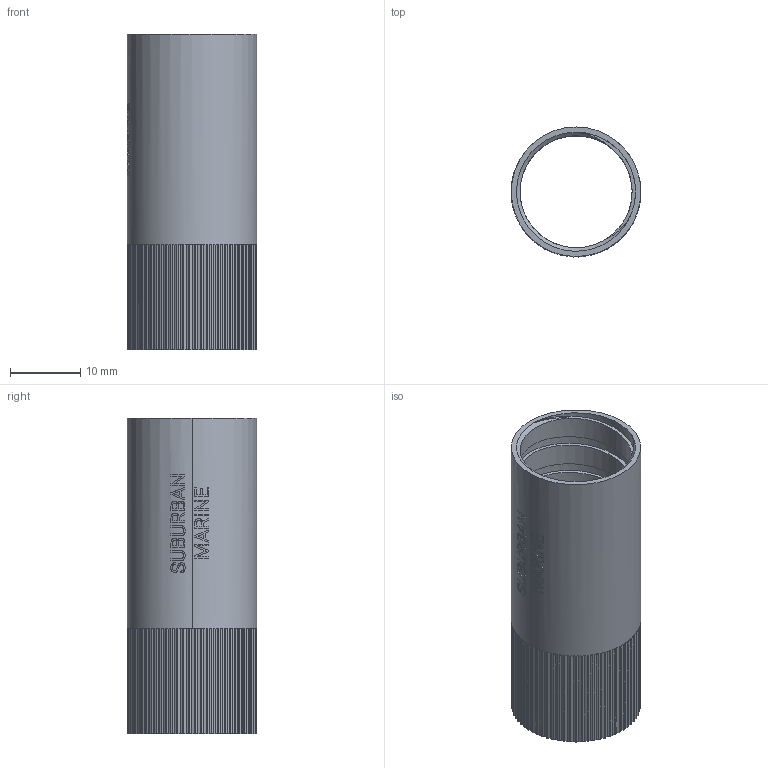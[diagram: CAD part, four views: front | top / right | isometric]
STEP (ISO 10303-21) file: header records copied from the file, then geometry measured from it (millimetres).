
FILE_DESCRIPTION (( 'STEP AP214' ), '1' );
FILE_NAME ('BM-A-LR-F-B_FEMALE_LOCKING_RING_LOWPROFILE.STEP', '2021-10-19T15:55:58', ( '' ), ( '' ), 'SwSTEP 2.0', 'SolidWorks 2018', '' );
FILE_SCHEMA (( 'AUTOMOTIVE_DESIGN' ));
Length unit declared in the file: millimetre
Products named in the file (1): BM-A-LR-F-B_FEMALE_LOCKING_RING_LOWPROFILE
Bounding box: 18.52 x 18.5 x 45 mm (x, y, z)
Volume: 2615.8 mm3; surface area: 5262.6 mm2
Topology: 1 solids, 1 shells, 430 faces, 1204 edges, 800 vertices
Faces by surface type: plane 340, bspline 45, cylinder 40, cone 3, torus 2
Entity records: 16775 total; most frequent: CARTESIAN_POINT 5878, ORIENTED_EDGE 2408, DIRECTION 2067, EDGE_CURVE 1204, VERTEX_POINT 800, LINE 791, VECTOR 791, AXIS2_PLACEMENT_3D 638
